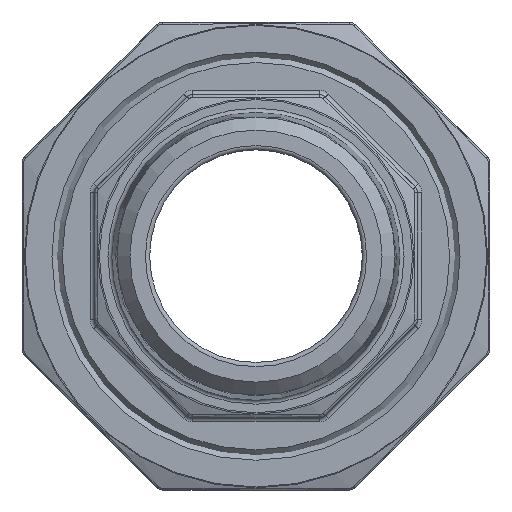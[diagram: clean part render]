
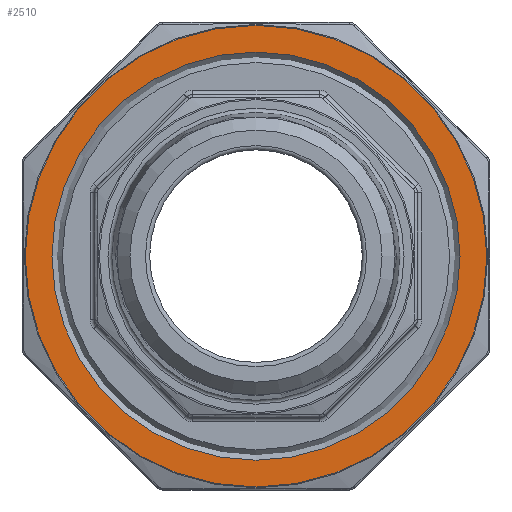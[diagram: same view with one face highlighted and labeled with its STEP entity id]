
A CAD part, left-side view. The second image highlights one B-rep face of the part: STEP entity #2510.
In plain terms, the highlighted planar face has unit normal (-1, 0, 0).
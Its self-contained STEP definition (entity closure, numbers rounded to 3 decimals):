
#425 = AXIS2_PLACEMENT_3D ( 'NONE', #8363, #889, #1093 ) ;
#889 = DIRECTION ( 'NONE',  ( -1., 0., 0. ) ) ;
#1093 = DIRECTION ( 'NONE',  ( 0., 0., 1. ) ) ;
#1924 = VERTEX_POINT ( 'NONE', #6295 ) ;
#2510 = ADVANCED_FACE ( 'NONE', ( #19105, #5640 ), #8662, .T. ) ;
#2830 = ORIENTED_EDGE ( 'NONE', *, *, #4917, .T. ) ;
#3004 = DIRECTION ( 'NONE',  ( 0., 0., -1. ) ) ;
#4917 = EDGE_CURVE ( 'NONE', #1924, #1924, #14190, .T. ) ;
#5505 = CARTESIAN_POINT ( 'NONE',  ( -11.5, 0., 0. ) ) ;
#5640 = FACE_BOUND ( 'NONE', #8384, .T. ) ;
#6295 = CARTESIAN_POINT ( 'NONE',  ( -11.5, 0., 27.147 ) ) ;
#7414 = AXIS2_PLACEMENT_3D ( 'NONE', #5505, #11676, #3004 ) ;
#8363 = CARTESIAN_POINT ( 'NONE',  ( -11.5, 37.92, 0. ) ) ;
#8384 = EDGE_LOOP ( 'NONE', ( #15921 ) ) ;
#8662 = PLANE ( 'NONE',  #425 ) ;
#10399 = EDGE_LOOP ( 'NONE', ( #2830 ) ) ;
#11345 = VERTEX_POINT ( 'NONE', #17333 ) ;
#11676 = DIRECTION ( 'NONE',  ( 1., 0., 0. ) ) ;
#13347 = DIRECTION ( 'NONE',  ( 0., 0., 1. ) ) ;
#13989 = CIRCLE ( 'NONE', #7414, 24. ) ;
#14190 = CIRCLE ( 'NONE', #16396, 27.147 ) ;
#14621 = CARTESIAN_POINT ( 'NONE',  ( -11.5, 0., 0. ) ) ;
#15729 = EDGE_CURVE ( 'NONE', #11345, #11345, #13989, .T. ) ;
#15921 = ORIENTED_EDGE ( 'NONE', *, *, #15729, .T. ) ;
#16396 = AXIS2_PLACEMENT_3D ( 'NONE', #14621, #19450, #13347 ) ;
#17333 = CARTESIAN_POINT ( 'NONE',  ( -11.5, 0., -24. ) ) ;
#19105 = FACE_OUTER_BOUND ( 'NONE', #10399, .T. ) ;
#19450 = DIRECTION ( 'NONE',  ( -1., 0., 0. ) ) ;
